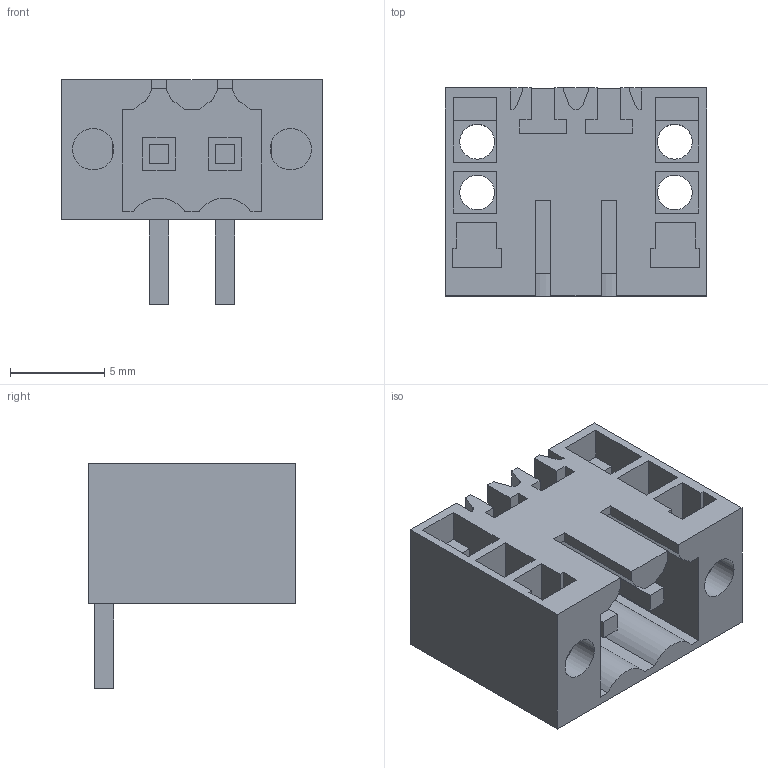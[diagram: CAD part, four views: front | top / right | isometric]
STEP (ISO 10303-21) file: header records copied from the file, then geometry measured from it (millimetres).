
FILE_DESCRIPTION(('CATIA V5 STEP Exchange','CAx-IF Rec.Pracs.--- Model Styling and Organization---1.2---2011-12-15'),'2;1');
FILE_NAME ('D1453591_0_1618060000_1618060000.stp','2018-03-06T12:31:57+00:00',('none'),('Weidmueller'),'CATIA Version 5-6 Release 2014','CATIA V5 STEP AP214','none');
FILE_SCHEMA(('AUTOMOTIVE_DESIGN { 1 0 10303 214 1 1 1 1 }'));
Length unit declared in the file: millimetre
Products named in the file (1): 1618060000
Bounding box: 13.9 x 11.05 x 11.95 mm (x, y, z)
Volume: 563.2 mm3; surface area: 1590.8 mm2
Topology: 3 solids, 3 shells, 194 faces, 544 edges, 362 vertices
Faces by surface type: plane 169, cylinder 25
Entity records: 5958 total; most frequent: ORIENTED_EDGE 1088, CARTESIAN_POINT 1056, DIRECTION 842, EDGE_CURVE 544, VECTOR 490, LINE 490, VERTEX_POINT 362, EDGE_LOOP 222
